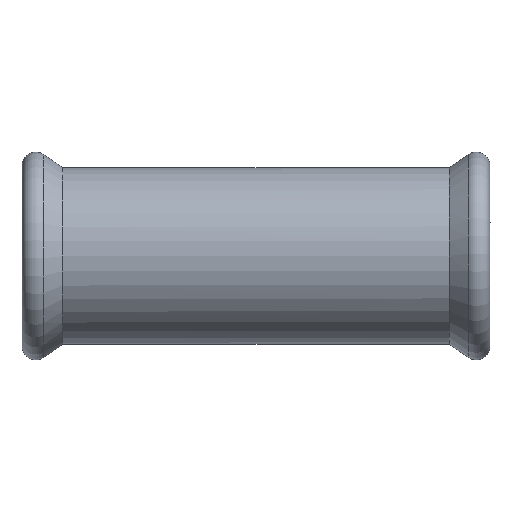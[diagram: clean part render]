
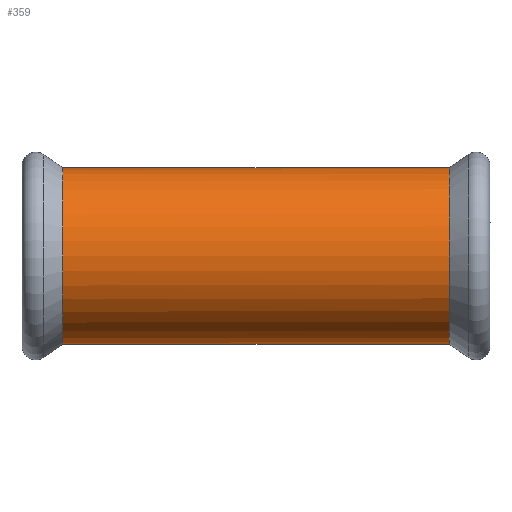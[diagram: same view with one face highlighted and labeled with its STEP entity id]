
A CAD part, front view. The second image highlights one B-rep face of the part: STEP entity #359.
In plain terms, the highlighted cylindrical face has radius 22.7 mm (diameter 45.4 mm), a full revolution.
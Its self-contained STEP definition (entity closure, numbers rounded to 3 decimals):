
#30=CYLINDRICAL_SURFACE('',#430,22.7);
#46=FACE_OUTER_BOUND('',#70,.T.);
#70=EDGE_LOOP('',(#280,#281,#282,#283,#284,#285));
#89=LINE('',#652,#101);
#101=VECTOR('',#541,22.7);
#119=CIRCLE('',#414,22.7);
#120=CIRCLE('',#415,22.7);
#126=CIRCLE('',#425,22.7);
#127=CIRCLE('',#426,22.7);
#154=VERTEX_POINT('',#623);
#155=VERTEX_POINT('',#625);
#160=VERTEX_POINT('',#642);
#161=VERTEX_POINT('',#644);
#192=EDGE_CURVE('',#154,#155,#119,.T.);
#193=EDGE_CURVE('',#155,#154,#120,.T.);
#201=EDGE_CURVE('',#160,#161,#126,.T.);
#202=EDGE_CURVE('',#161,#160,#127,.T.);
#205=EDGE_CURVE('',#161,#155,#89,.T.);
#280=ORIENTED_EDGE('',*,*,#202,.F.);
#281=ORIENTED_EDGE('',*,*,#205,.T.);
#282=ORIENTED_EDGE('',*,*,#192,.F.);
#283=ORIENTED_EDGE('',*,*,#193,.F.);
#284=ORIENTED_EDGE('',*,*,#205,.F.);
#285=ORIENTED_EDGE('',*,*,#201,.F.);
#359=ADVANCED_FACE('',(#46),#30,.T.);
#414=AXIS2_PLACEMENT_3D('',#626,#505,#506);
#415=AXIS2_PLACEMENT_3D('',#627,#507,#508);
#425=AXIS2_PLACEMENT_3D('',#645,#529,#530);
#426=AXIS2_PLACEMENT_3D('',#646,#531,#532);
#430=AXIS2_PLACEMENT_3D('',#651,#539,#540);
#505=DIRECTION('center_axis',(-1.,0.,0.));
#506=DIRECTION('ref_axis',(0.,1.,0.));
#507=DIRECTION('center_axis',(-1.,0.,0.));
#508=DIRECTION('ref_axis',(0.,1.,0.));
#529=DIRECTION('center_axis',(1.,0.,0.));
#530=DIRECTION('ref_axis',(0.,-1.,0.));
#531=DIRECTION('center_axis',(1.,0.,0.));
#532=DIRECTION('ref_axis',(0.,-1.,0.));
#539=DIRECTION('center_axis',(1.,0.,0.));
#540=DIRECTION('ref_axis',(0.,1.,0.));
#541=DIRECTION('',(-1.,0.,0.));
#623=CARTESIAN_POINT('',(-49.574,-19.921,10.883));
#625=CARTESIAN_POINT('',(-49.574,-22.7,0.));
#626=CARTESIAN_POINT('Origin',(-49.574,0.,0.));
#627=CARTESIAN_POINT('Origin',(-49.574,0.,0.));
#642=CARTESIAN_POINT('',(49.574,-19.921,-10.883));
#644=CARTESIAN_POINT('',(49.574,-22.7,0.));
#645=CARTESIAN_POINT('Origin',(49.574,0.,0.));
#646=CARTESIAN_POINT('Origin',(49.574,0.,0.));
#651=CARTESIAN_POINT('Origin',(0.,0.,0.));
#652=CARTESIAN_POINT('',(0.,-22.7,0.));
